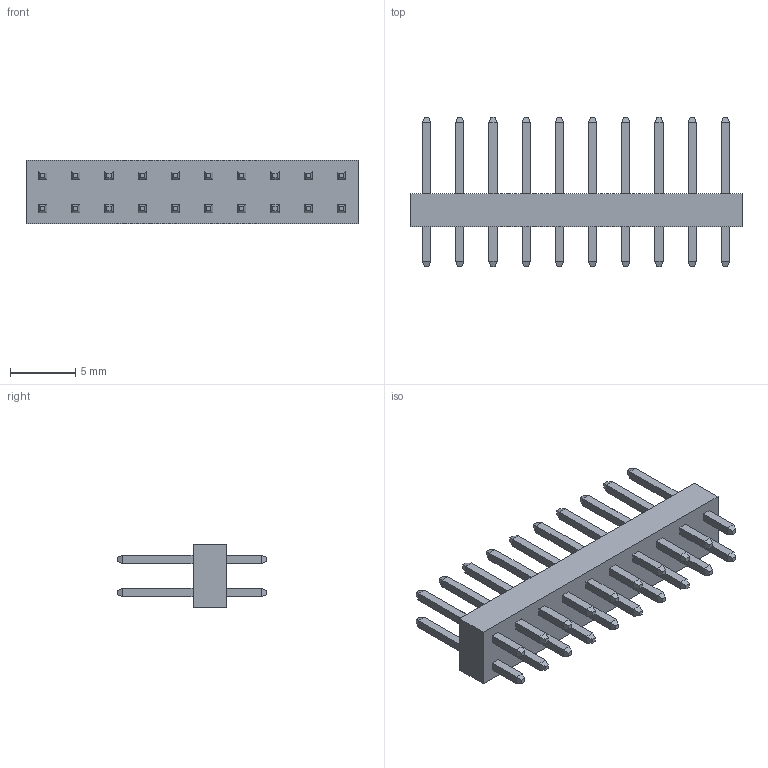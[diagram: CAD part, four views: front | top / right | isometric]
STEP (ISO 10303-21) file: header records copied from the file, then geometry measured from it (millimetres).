
FILE_DESCRIPTION (( 'STEP AP214' ), '1' );
FILE_NAME ('67997220.STEP', '2021-12-29T14:09:33', ( '' ), ( '' ), 'SwSTEP 2.0', 'SolidWorks 2020', '' );
FILE_SCHEMA (( 'AUTOMOTIVE_DESIGN' ));
Length unit declared in the file: millimetre
Products named in the file (1): 67997220
Bounding box: 25.4 x 11.43 x 4.83 mm (x, y, z)
Volume: 381.6 mm3; surface area: 1093.7 mm2
Topology: 21 solids, 21 shells, 366 faces, 812 edges, 488 vertices
Faces by surface type: plane 366
Entity records: 12742 total; most frequent: CARTESIAN_POINT 1667, ORIENTED_EDGE 1624, DIRECTION 1546, LINE 812, VECTOR 812, EDGE_CURVE 812, VERTEX_POINT 488, EDGE_LOOP 406
